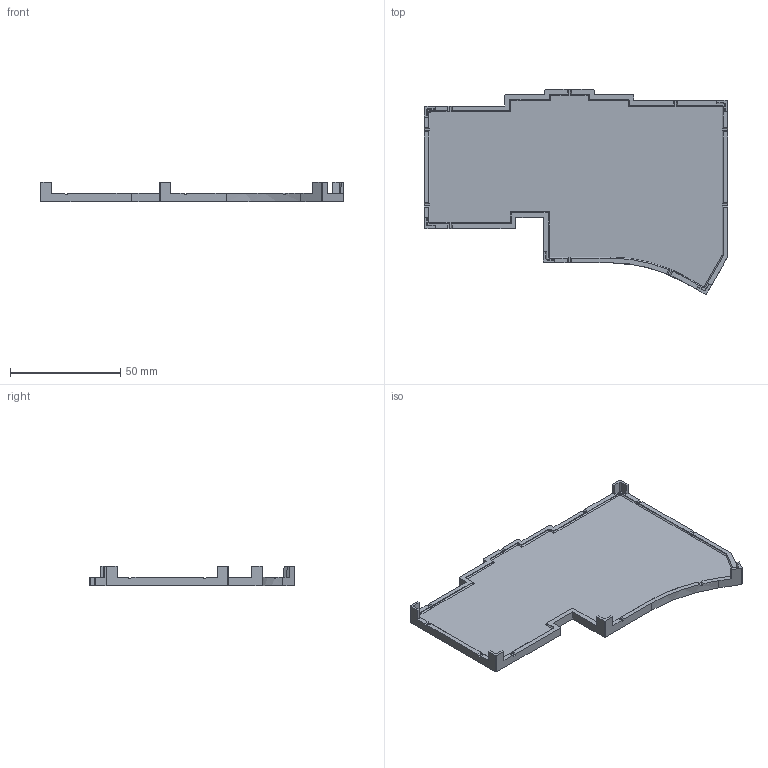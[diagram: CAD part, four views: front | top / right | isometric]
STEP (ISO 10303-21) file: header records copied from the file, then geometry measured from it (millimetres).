
FILE_DESCRIPTION (( 'STEP AP214' ), '1' );
FILE_NAME ('silicone-cover.STEP', '2025-01-28T07:16:39', ( '' ), ( '' ), 'SwSTEP 2.0', 'SolidWorks 2020', '' );
FILE_SCHEMA (( 'AUTOMOTIVE_DESIGN' ));
Length unit declared in the file: millimetre
Products named in the file (1): silicone-cover
Bounding box: 137.5 x 92.9 x 9 mm (x, y, z)
Volume: 31706.5 mm3; surface area: 21714.9 mm2
Topology: 1 solids, 1 shells, 191 faces, 537 edges, 348 vertices
Faces by surface type: plane 132, cylinder 41, torus 13, cone 5
Entity records: 6128 total; most frequent: CARTESIAN_POINT 1177, ORIENTED_EDGE 1074, DIRECTION 984, EDGE_CURVE 537, VECTOR 410, LINE 410, VERTEX_POINT 348, AXIS2_PLACEMENT_3D 287
